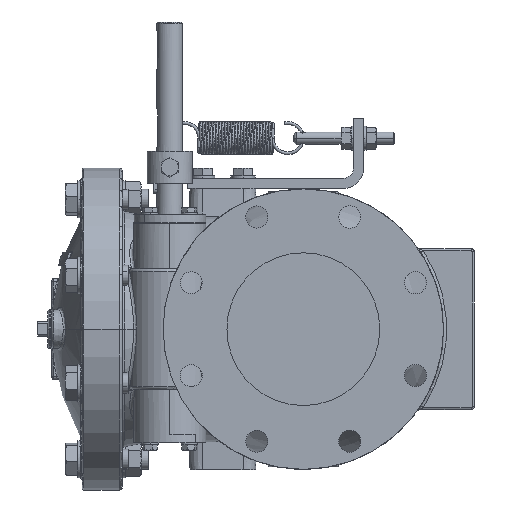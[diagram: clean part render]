
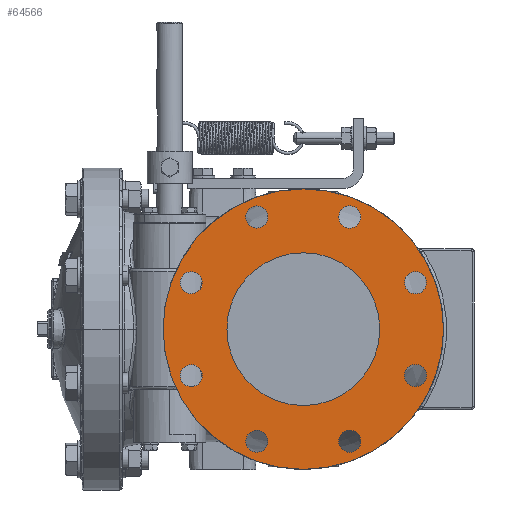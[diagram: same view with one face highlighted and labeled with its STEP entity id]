
A CAD part, left-side view. The second image highlights one B-rep face of the part: STEP entity #64566.
In plain terms, the highlighted planar face has unit normal (-1, 0, 0).
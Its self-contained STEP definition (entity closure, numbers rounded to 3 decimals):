
#26881=CARTESIAN_POINT('',(-7.008,0.,0.));
#26882=DIRECTION('',(1.,0.,0.));
#26883=DIRECTION('',(0.,-1.,0.));
#26884=AXIS2_PLACEMENT_3D('',#26881,#26882,#26883);
#26928=CARTESIAN_POINT('',(-7.008,-1.819,
-4.392));
#26929=DIRECTION('',(-1.,0.,0.));
#26930=DIRECTION('',(0.,-1.,0.));
#26931=AXIS2_PLACEMENT_3D('',#26928,#26929,#26930);
#26933=CARTESIAN_POINT('',(-7.008,-1.819,
-4.392));
#26934=DIRECTION('',(-1.,0.,0.));
#26935=DIRECTION('',(0.,1.,0.));
#26936=AXIS2_PLACEMENT_3D('',#26933,#26934,#26935);
#26938=CARTESIAN_POINT('',(-7.008,-4.392,
-1.819));
#26939=DIRECTION('',(-1.,0.,0.));
#26940=DIRECTION('',(0.,-0.707,0.707));
#26941=AXIS2_PLACEMENT_3D('',#26938,#26939,#26940);
#26943=CARTESIAN_POINT('',(-7.008,-4.392,
-1.819));
#26944=DIRECTION('',(-1.,0.,0.));
#26945=DIRECTION('',(0.,0.707,-0.707));
#26946=AXIS2_PLACEMENT_3D('',#26943,#26944,#26945);
#26948=CARTESIAN_POINT('',(-7.008,-4.392,
1.819));
#26949=DIRECTION('',(-1.,0.,0.));
#26950=DIRECTION('',(0.,0.,1.));
#26951=AXIS2_PLACEMENT_3D('',#26948,#26949,#26950);
#26953=CARTESIAN_POINT('',(-7.008,-4.392,
1.819));
#26954=DIRECTION('',(-1.,0.,0.));
#26955=DIRECTION('',(0.,0.,-1.));
#26956=AXIS2_PLACEMENT_3D('',#26953,#26954,#26955);
#26958=CARTESIAN_POINT('',(-7.008,-1.819,
4.392));
#26959=DIRECTION('',(-1.,0.,0.));
#26960=DIRECTION('',(0.,0.707,0.707));
#26961=AXIS2_PLACEMENT_3D('',#26958,#26959,#26960);
#26963=CARTESIAN_POINT('',(-7.008,-1.819,
4.392));
#26964=DIRECTION('',(-1.,0.,0.));
#26965=DIRECTION('',(0.,-0.707,-0.707));
#26966=AXIS2_PLACEMENT_3D('',#26963,#26964,#26965);
#26968=CARTESIAN_POINT('',(-7.008,1.819,
4.392));
#26969=DIRECTION('',(-1.,0.,0.));
#26970=DIRECTION('',(0.,1.,0.));
#26971=AXIS2_PLACEMENT_3D('',#26968,#26969,#26970);
#26973=CARTESIAN_POINT('',(-7.008,1.819,
4.392));
#26974=DIRECTION('',(-1.,0.,0.));
#26975=DIRECTION('',(0.,-1.,0.));
#26976=AXIS2_PLACEMENT_3D('',#26973,#26974,#26975);
#26978=CARTESIAN_POINT('',(-7.008,4.392,
1.819));
#26979=DIRECTION('',(-1.,0.,0.));
#26980=DIRECTION('',(0.,0.707,-0.707));
#26981=AXIS2_PLACEMENT_3D('',#26978,#26979,#26980);
#26983=CARTESIAN_POINT('',(-7.008,4.392,
1.819));
#26984=DIRECTION('',(-1.,0.,0.));
#26985=DIRECTION('',(0.,-0.707,0.707));
#26986=AXIS2_PLACEMENT_3D('',#26983,#26984,#26985);
#26988=CARTESIAN_POINT('',(-7.008,4.392,
-1.819));
#26989=DIRECTION('',(-1.,0.,0.));
#26990=DIRECTION('',(0.,0.,-1.));
#26991=AXIS2_PLACEMENT_3D('',#26988,#26989,#26990);
#26993=CARTESIAN_POINT('',(-7.008,4.392,
-1.819));
#26994=DIRECTION('',(-1.,0.,0.));
#26995=DIRECTION('',(0.,0.,1.));
#26996=AXIS2_PLACEMENT_3D('',#26993,#26994,#26995);
#26998=CARTESIAN_POINT('',(-7.008,1.819,
-4.392));
#26999=DIRECTION('',(-1.,0.,0.));
#27000=DIRECTION('',(0.,-0.707,-0.707));
#27001=AXIS2_PLACEMENT_3D('',#26998,#26999,#27000);
#27003=CARTESIAN_POINT('',(-7.008,1.819,
-4.392));
#27004=DIRECTION('',(-1.,0.,0.));
#27005=DIRECTION('',(0.,0.707,0.707));
#27006=AXIS2_PLACEMENT_3D('',#27003,#27004,#27005);
#27008=CARTESIAN_POINT('',(-7.008,0.,0.));
#27009=DIRECTION('',(1.,0.,0.));
#27010=DIRECTION('',(0.,1.,0.));
#27011=AXIS2_PLACEMENT_3D('',#27008,#27009,#27010);
#27201=CARTESIAN_POINT('',(-7.008,0.,0.));
#27202=DIRECTION('',(1.,0.,0.));
#27203=DIRECTION('',(0.,-1.,0.));
#27204=AXIS2_PLACEMENT_3D('',#27201,#27202,#27203);
#27215=CARTESIAN_POINT('',(-7.008,0.,0.));
#27216=DIRECTION('',(1.,0.,0.));
#27217=DIRECTION('',(0.,1.,0.));
#27218=AXIS2_PLACEMENT_3D('',#27215,#27216,#27217);
#32103=CARTESIAN_POINT('',(-7.008,-2.992,0.));
#32104=CARTESIAN_POINT('',(-7.008,2.992,0.));
#32105=VERTEX_POINT('',#32103);
#32106=VERTEX_POINT('',#32104);
#32107=CARTESIAN_POINT('',(-7.008,-5.492,0.));
#32108=CARTESIAN_POINT('',(-7.008,5.492,0.));
#32109=VERTEX_POINT('',#32107);
#32110=VERTEX_POINT('',#32108);
#32169=CARTESIAN_POINT('',(-7.008,-2.252,
-4.392));
#32170=CARTESIAN_POINT('',(-7.008,-1.386,
-4.392));
#32171=VERTEX_POINT('',#32169);
#32172=VERTEX_POINT('',#32170);
#32177=CARTESIAN_POINT('',(-7.008,-4.698,
-1.513));
#32178=CARTESIAN_POINT('',(-7.008,-4.086,
-2.125));
#32179=VERTEX_POINT('',#32177);
#32180=VERTEX_POINT('',#32178);
#32185=CARTESIAN_POINT('',(-7.008,-4.392,
2.252));
#32186=CARTESIAN_POINT('',(-7.008,-4.392,
1.386));
#32187=VERTEX_POINT('',#32185);
#32188=VERTEX_POINT('',#32186);
#32193=CARTESIAN_POINT('',(-7.008,-1.513,
4.698));
#32194=CARTESIAN_POINT('',(-7.008,-2.125,
4.086));
#32195=VERTEX_POINT('',#32193);
#32196=VERTEX_POINT('',#32194);
#32628=CARTESIAN_POINT('',(-7.008,2.252,
4.392));
#32629=CARTESIAN_POINT('',(-7.008,1.386,
4.392));
#32630=VERTEX_POINT('',#32628);
#32631=VERTEX_POINT('',#32629);
#32636=CARTESIAN_POINT('',(-7.008,4.698,
1.513));
#32637=CARTESIAN_POINT('',(-7.008,4.086,
2.125));
#32638=VERTEX_POINT('',#32636);
#32639=VERTEX_POINT('',#32637);
#32644=CARTESIAN_POINT('',(-7.008,4.392,
-2.252));
#32645=CARTESIAN_POINT('',(-7.008,4.392,
-1.386));
#32646=VERTEX_POINT('',#32644);
#32647=VERTEX_POINT('',#32645);
#32652=CARTESIAN_POINT('',(-7.008,1.513,
-4.698));
#32653=CARTESIAN_POINT('',(-7.008,2.125,
-4.086));
#32654=VERTEX_POINT('',#32652);
#32655=VERTEX_POINT('',#32653);
#64502=CARTESIAN_POINT('',(-7.008,0.,0.));
#64503=DIRECTION('',(1.,0.,0.));
#64504=DIRECTION('',(0.,-1.,0.));
#64505=AXIS2_PLACEMENT_3D('',#64502,#64503,#64504);
#64506=PLANE('',#64505);
#64507=ORIENTED_EDGE('',*,*,#64481,.T.);
#64509=ORIENTED_EDGE('',*,*,#64508,.T.);
#64510=EDGE_LOOP('',(#64507,#64509));
#64511=FACE_OUTER_BOUND('',#64510,.F.);
#64513=ORIENTED_EDGE('',*,*,#64512,.F.);
#64515=ORIENTED_EDGE('',*,*,#64514,.F.);
#64516=EDGE_LOOP('',(#64513,#64515));
#64517=FACE_BOUND('',#64516,.F.);
#64519=ORIENTED_EDGE('',*,*,#64518,.T.);
#64521=ORIENTED_EDGE('',*,*,#64520,.T.);
#64522=EDGE_LOOP('',(#64519,#64521));
#64523=FACE_BOUND('',#64522,.F.);
#64525=ORIENTED_EDGE('',*,*,#64524,.T.);
#64527=ORIENTED_EDGE('',*,*,#64526,.T.);
#64528=EDGE_LOOP('',(#64525,#64527));
#64529=FACE_BOUND('',#64528,.F.);
#64531=ORIENTED_EDGE('',*,*,#64530,.T.);
#64533=ORIENTED_EDGE('',*,*,#64532,.T.);
#64534=EDGE_LOOP('',(#64531,#64533));
#64535=FACE_BOUND('',#64534,.F.);
#64537=ORIENTED_EDGE('',*,*,#64536,.T.);
#64539=ORIENTED_EDGE('',*,*,#64538,.T.);
#64540=EDGE_LOOP('',(#64537,#64539));
#64541=FACE_BOUND('',#64540,.F.);
#64543=ORIENTED_EDGE('',*,*,#64542,.T.);
#64545=ORIENTED_EDGE('',*,*,#64544,.T.);
#64546=EDGE_LOOP('',(#64543,#64545));
#64547=FACE_BOUND('',#64546,.F.);
#64549=ORIENTED_EDGE('',*,*,#64548,.T.);
#64551=ORIENTED_EDGE('',*,*,#64550,.T.);
#64552=EDGE_LOOP('',(#64549,#64551));
#64553=FACE_BOUND('',#64552,.F.);
#64555=ORIENTED_EDGE('',*,*,#64554,.T.);
#64557=ORIENTED_EDGE('',*,*,#64556,.T.);
#64558=EDGE_LOOP('',(#64555,#64557));
#64559=FACE_BOUND('',#64558,.F.);
#64561=ORIENTED_EDGE('',*,*,#64560,.T.);
#64563=ORIENTED_EDGE('',*,*,#64562,.T.);
#64564=EDGE_LOOP('',(#64561,#64563));
#64565=FACE_BOUND('',#64564,.F.);
#26885=CIRCLE('',#26884,5.492);
#26932=CIRCLE('',#26931,0.433);
#26937=CIRCLE('',#26936,0.433);
#26942=CIRCLE('',#26941,0.433);
#26947=CIRCLE('',#26946,0.433);
#26952=CIRCLE('',#26951,0.433);
#26957=CIRCLE('',#26956,0.433);
#26962=CIRCLE('',#26961,0.433);
#26967=CIRCLE('',#26966,0.433);
#26972=CIRCLE('',#26971,0.433);
#26977=CIRCLE('',#26976,0.433);
#26982=CIRCLE('',#26981,0.433);
#26987=CIRCLE('',#26986,0.433);
#26992=CIRCLE('',#26991,0.433);
#26997=CIRCLE('',#26996,0.433);
#27002=CIRCLE('',#27001,0.433);
#27007=CIRCLE('',#27006,0.433);
#27012=CIRCLE('',#27011,5.492);
#27205=CIRCLE('',#27204,2.992);
#27219=CIRCLE('',#27218,2.992);
#64481=EDGE_CURVE('',#32109,#32110,#26885,.T.);
#64508=EDGE_CURVE('',#32110,#32109,#27012,.T.);
#64512=EDGE_CURVE('',#32105,#32106,#27205,.T.);
#64514=EDGE_CURVE('',#32106,#32105,#27219,.T.);
#64518=EDGE_CURVE('',#32171,#32172,#26932,.T.);
#64520=EDGE_CURVE('',#32172,#32171,#26937,.T.);
#64524=EDGE_CURVE('',#32179,#32180,#26942,.T.);
#64526=EDGE_CURVE('',#32180,#32179,#26947,.T.);
#64530=EDGE_CURVE('',#32187,#32188,#26952,.T.);
#64532=EDGE_CURVE('',#32188,#32187,#26957,.T.);
#64536=EDGE_CURVE('',#32195,#32196,#26962,.T.);
#64538=EDGE_CURVE('',#32196,#32195,#26967,.T.);
#64542=EDGE_CURVE('',#32630,#32631,#26972,.T.);
#64544=EDGE_CURVE('',#32631,#32630,#26977,.T.);
#64548=EDGE_CURVE('',#32638,#32639,#26982,.T.);
#64550=EDGE_CURVE('',#32639,#32638,#26987,.T.);
#64554=EDGE_CURVE('',#32646,#32647,#26992,.T.);
#64556=EDGE_CURVE('',#32647,#32646,#26997,.T.);
#64560=EDGE_CURVE('',#32654,#32655,#27002,.T.);
#64562=EDGE_CURVE('',#32655,#32654,#27007,.T.);
#64566=ADVANCED_FACE('',(#64511,#64517,#64523,#64529,#64535,#64541,#64547,
#64553,#64559,#64565),#64506,.F.);
